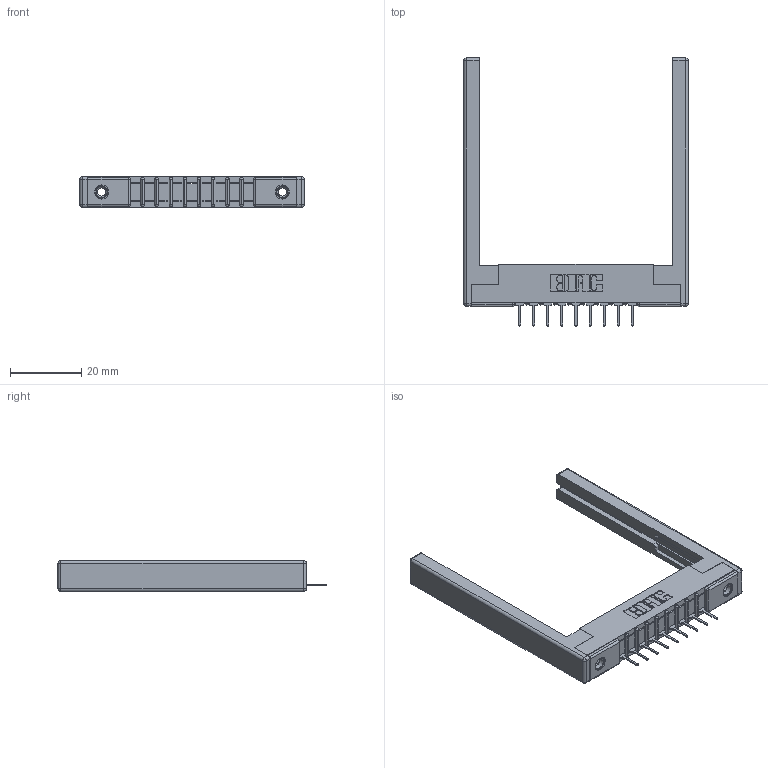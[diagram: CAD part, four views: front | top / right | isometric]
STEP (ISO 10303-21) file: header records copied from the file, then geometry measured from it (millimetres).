
FILE_DESCRIPTION (( 'STEP AP203' ), '1' );
FILE_NAME ('357-009-531-168.STEP', '2019-09-13T18:51:41', ( '' ), ( '' ), 'SwSTEP 2.0', 'SolidWorks 2016', '' );
FILE_SCHEMA (( 'CONFIG_CONTROL_DESIGN' ));
Length unit declared in the file: inch
Products named in the file (5): 357-009-531-168; 345-250-001_345-250-001-102; 307-290-001_531; 307-220-068; 307 Part_.156 Dia Mounting Holes
Assembly tree (14 placements, depth 2):
  357-009-531-168
    307 Part_.156 Dia Mounting Holes
    307-290-001_531  x9
    307-220-068  x2
    345-250-001_345-250-001-102  x2
Bounding box: 63.09 x 75.39 x 8.71 mm (x, y, z)
Volume: 8570.9 mm3; surface area: 9746.8 mm2
Topology: 14 solids, 14 shells, 786 faces, 2171 edges, 1386 vertices
Faces by surface type: plane 491, cylinder 251, sphere 28, cone 12, torus 4
Entity records: 14511 total; most frequent: CARTESIAN_POINT 2397, ORIENTED_EDGE 2372, DIRECTION 2368, EDGE_CURVE 1186, LINE 894, VECTOR 894, VERTEX_POINT 766, AXIS2_PLACEMENT_3D 737
